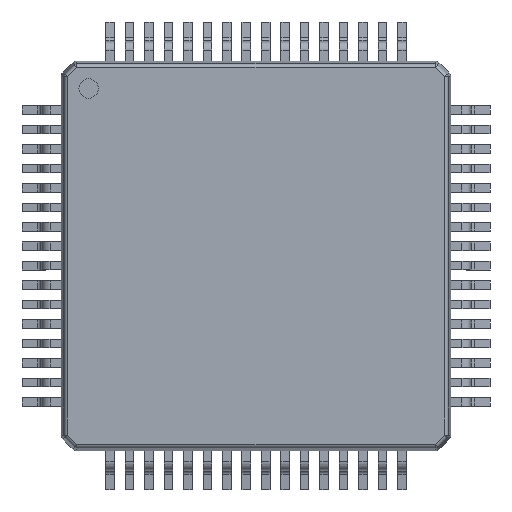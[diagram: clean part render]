
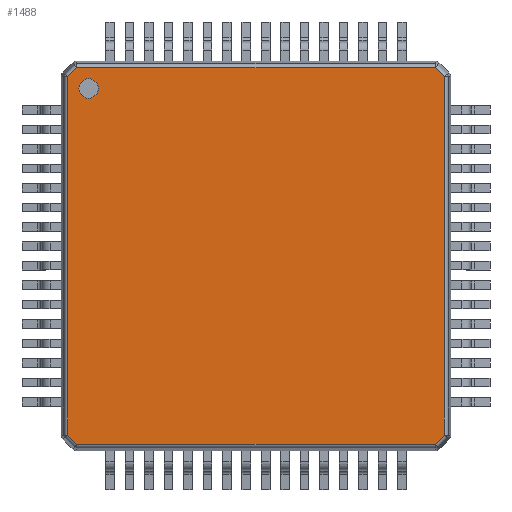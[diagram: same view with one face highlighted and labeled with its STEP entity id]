
A CAD part, top view. The second image highlights one B-rep face of the part: STEP entity #1488.
In plain terms, the highlighted face is planar.
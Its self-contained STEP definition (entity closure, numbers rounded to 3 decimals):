
#28=CARTESIAN_POINT('',(-4.3,0.635,-4.3));
#29=DIRECTION('',(0.,-1.,0.));
#30=DIRECTION('',(1.,0.,0.));
#31=AXIS2_PLACEMENT_3D('',#28,#29,#30);
#37=CARTESIAN_POINT('',(-4.3,0.635,-4.3));
#38=DIRECTION('',(0.,-1.,0.));
#39=DIRECTION('',(-1.,0.,0.));
#40=AXIS2_PLACEMENT_3D('',#37,#38,#39);
#45=DIRECTION('',(-1.,0.,0.));
#46=VECTOR('',#45,9.202);
#47=CARTESIAN_POINT('',(4.601,0.635,-4.834));
#48=LINE('',#47,#46);
#52=DIRECTION('',(-0.707,0.,-0.707));
#53=VECTOR('',#52,0.329);
#54=CARTESIAN_POINT('',(4.834,0.635,-4.601));
#55=LINE('',#54,#53);
#59=DIRECTION('',(0.,0.,-1.));
#60=VECTOR('',#59,9.202);
#61=CARTESIAN_POINT('',(4.834,0.635,4.601));
#62=LINE('',#61,#60);
#66=DIRECTION('',(0.707,0.,-0.707));
#67=VECTOR('',#66,0.329);
#68=CARTESIAN_POINT('',(4.601,0.635,4.834));
#69=LINE('',#68,#67);
#73=DIRECTION('',(1.,0.,0.));
#74=VECTOR('',#73,9.202);
#75=CARTESIAN_POINT('',(-4.601,0.635,4.834));
#76=LINE('',#75,#74);
#80=DIRECTION('',(0.707,0.,0.707));
#81=VECTOR('',#80,0.329);
#82=CARTESIAN_POINT('',(-4.834,0.635,4.601));
#83=LINE('',#82,#81);
#87=DIRECTION('',(0.,0.,1.));
#88=VECTOR('',#87,9.202);
#89=CARTESIAN_POINT('',(-4.834,0.635,-4.601));
#90=LINE('',#89,#88);
#94=DIRECTION('',(-0.707,0.,0.707));
#95=VECTOR('',#94,0.329);
#96=CARTESIAN_POINT('',(-4.601,0.635,-4.834));
#97=LINE('',#96,#95);
#1295=CARTESIAN_POINT('',(-4.05,0.635,-4.3));
#1296=CARTESIAN_POINT('',(-4.55,0.635,-4.3));
#1297=VERTEX_POINT('',#1295);
#1298=VERTEX_POINT('',#1296);
#1327=CARTESIAN_POINT('',(4.601,0.635,-4.834));
#1328=CARTESIAN_POINT('',(-4.601,0.635,-4.834));
#1329=VERTEX_POINT('',#1327);
#1330=VERTEX_POINT('',#1328);
#1335=CARTESIAN_POINT('',(4.834,0.635,-4.601));
#1336=VERTEX_POINT('',#1335);
#1361=CARTESIAN_POINT('',(4.834,0.635,4.601));
#1362=VERTEX_POINT('',#1361);
#1367=CARTESIAN_POINT('',(4.601,0.635,4.834));
#1368=VERTEX_POINT('',#1367);
#1393=CARTESIAN_POINT('',(-4.601,0.635,4.834));
#1394=VERTEX_POINT('',#1393);
#1399=CARTESIAN_POINT('',(-4.834,0.635,-4.601));
#1400=CARTESIAN_POINT('',(-4.834,0.635,4.601));
#1401=VERTEX_POINT('',#1399);
#1402=VERTEX_POINT('',#1400);
#1459=CARTESIAN_POINT('',(0.,0.635,0.));
#1460=DIRECTION('',(0.,1.,0.));
#1461=DIRECTION('',(1.,0.,0.));
#1462=AXIS2_PLACEMENT_3D('',#1459,#1460,#1461);
#1463=PLANE('',#1462);
#1465=ORIENTED_EDGE('',*,*,#1464,.F.);
#1467=ORIENTED_EDGE('',*,*,#1466,.F.);
#1469=ORIENTED_EDGE('',*,*,#1468,.F.);
#1471=ORIENTED_EDGE('',*,*,#1470,.F.);
#1473=ORIENTED_EDGE('',*,*,#1472,.F.);
#1475=ORIENTED_EDGE('',*,*,#1474,.F.);
#1477=ORIENTED_EDGE('',*,*,#1476,.F.);
#1479=ORIENTED_EDGE('',*,*,#1478,.F.);
#1480=EDGE_LOOP('',(#1465,#1467,#1469,#1471,#1473,#1475,#1477,#1479));
#1481=FACE_OUTER_BOUND('',#1480,.F.);
#1483=ORIENTED_EDGE('',*,*,#1482,.F.);
#1485=ORIENTED_EDGE('',*,*,#1484,.F.);
#1486=EDGE_LOOP('',(#1483,#1485));
#1487=FACE_BOUND('',#1486,.F.);
#32=CIRCLE('',#31,0.25);
#41=CIRCLE('',#40,0.25);
#1464=EDGE_CURVE('',#1329,#1330,#48,.T.);
#1466=EDGE_CURVE('',#1336,#1329,#55,.T.);
#1468=EDGE_CURVE('',#1362,#1336,#62,.T.);
#1470=EDGE_CURVE('',#1368,#1362,#69,.T.);
#1472=EDGE_CURVE('',#1394,#1368,#76,.T.);
#1474=EDGE_CURVE('',#1402,#1394,#83,.T.);
#1476=EDGE_CURVE('',#1401,#1402,#90,.T.);
#1478=EDGE_CURVE('',#1330,#1401,#97,.T.);
#1482=EDGE_CURVE('',#1297,#1298,#32,.T.);
#1484=EDGE_CURVE('',#1298,#1297,#41,.T.);
#1488=ADVANCED_FACE('',(#1481,#1487),#1463,.T.);
